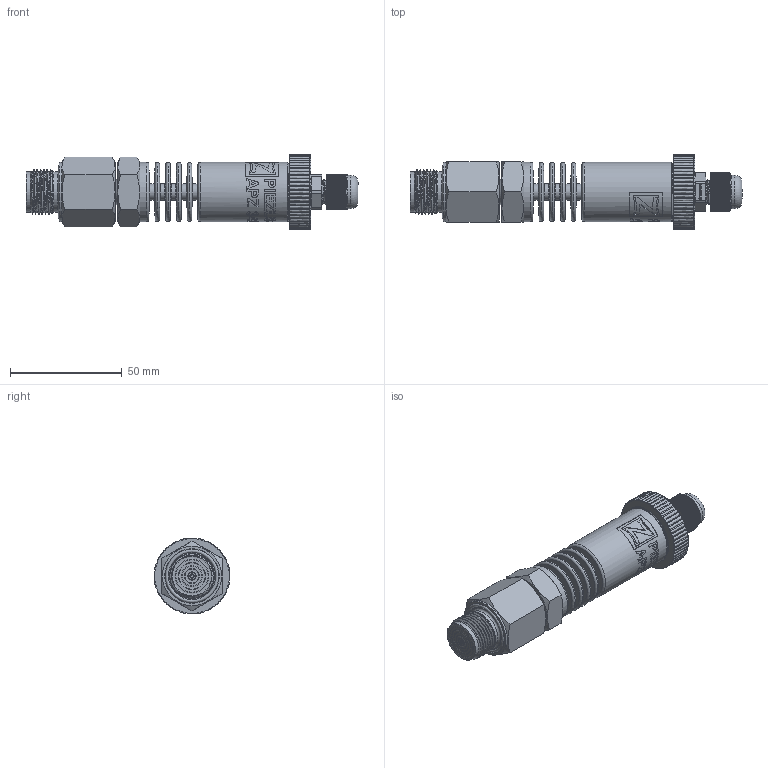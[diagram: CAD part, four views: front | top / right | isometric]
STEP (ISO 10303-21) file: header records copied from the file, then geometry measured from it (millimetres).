
FILE_DESCRIPTION(/* description */ (''),/* implementation_level */ '2;1');
FILE_NAME(/* name */ 'APZ3420m_M20x1,5DIN-flush_radiator_2.step',/* time_stamp */ '2021-07-06T15:39:07+03:00',/* author */ (''),/* organization */ (''),/* preprocessor_version */ 'ST-DEVELOPER v18.1',/* originating_system */ 'Autodesk Translation Framework v10.9.0.1377',/* authorisation */ '');
FILE_SCHEMA (('AUTOMOTIVE_DESIGN { 1 0 10303 214 3 1 1 }'));
Length unit declared in the file: millimetre
Products named in the file (9): АПЗ 3420м заполненная; G 1/4 EN Radiator; OMAL nut M27x1.5; Ш100.000.001; M12x1.5 Cable gland; Cable gland; Rubber gasket; M12 Domed nut; M20x1,5DIN diaphragm 18 v8
Assembly tree (8 placements, depth 3):
  АПЗ 3420м заполненная
    G 1/4 EN Radiator
    OMAL nut M27x1.5
    Ш100.000.001
    M12x1.5 Cable gland
      Cable gland
      Rubber gasket
      M12 Domed nut
    M20x1,5DIN diaphragm 18 v8
Bounding box: 148.66 x 34 x 34 mm (x, y, z)
Volume: 66380.5 mm3; surface area: 29921.9 mm2
Topology: 9 solids, 9 shells, 2828 faces, 8264 edges, 5511 vertices
Faces by surface type: plane 1508, cylinder 812, bspline 441, torus 37, cone 29, sphere 1
Full cylindrical faces by diameter (mm): 1 x6, 2 x1, 3.3 x1, 4 x1, 5 x2, 5.1 x1, 7.5 x6, 8 x1, 9.5 x2, 9.976 x5, 10 x6, 10.376 x4, 10.526 x3, 11 x1, 11.445 x5, 11.6 x4, 12 x5, 12.203 x3, 12.6 x1, 13.157 x9, 15 x1, 17 x1, 18 x2, 18.137 x5, 19.85 x4, 21 x1, 21.4 x2, 22.3 x1, 22.5 x1, 24 x1
Entity records: 127261 total; most frequent: CARTESIAN_POINT 55662, ORIENTED_EDGE 16526, DIRECTION 12875, EDGE_CURVE 8263, VERTEX_POINT 5511, LINE 4379, VECTOR 4379, AXIS2_PLACEMENT_3D 4248
